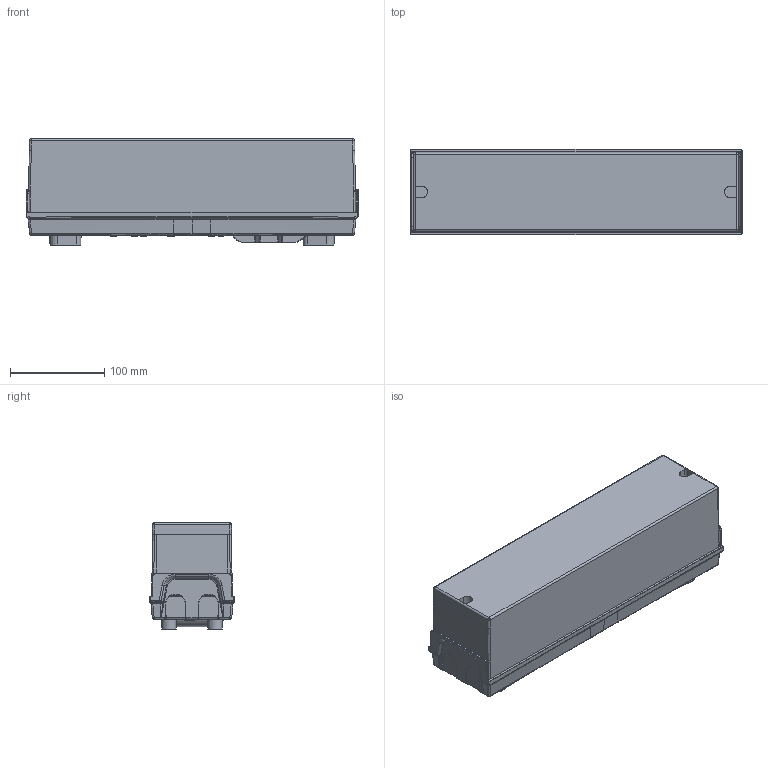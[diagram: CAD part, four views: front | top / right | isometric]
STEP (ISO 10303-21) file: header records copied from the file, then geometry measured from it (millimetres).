
FILE_DESCRIPTION((''),'2;1');
FILE_NAME('');
FILE_SCHEMA(('AUTOMOTIVE_DESIGN { 1 0 10303 214 1 1 1 1 }'));
Length unit declared in the file: millimetre
Products named in the file (1): EN10017544
Bounding box: 351.4 x 90.8 x 112.8 mm (x, y, z)
Volume: 3025413.6 mm3; surface area: 224455.9 mm2
Topology: 2 solids, 2 shells, 968 faces, 2240 edges, 1266 vertices
Faces by surface type: cylinder 332, bspline 272, plane 160, torus 156, cone 28, sphere 20
Entity records: 46909 total; most frequent: CARTESIAN_POINT 28421, ORIENTED_EDGE 4400, DIRECTION 2606, EDGE_CURVE 2176, AXIS2_PLACEMENT_3D 1371, VERTEX_POINT 1250, EDGE_LOOP 998, ADVANCED_FACE 968
